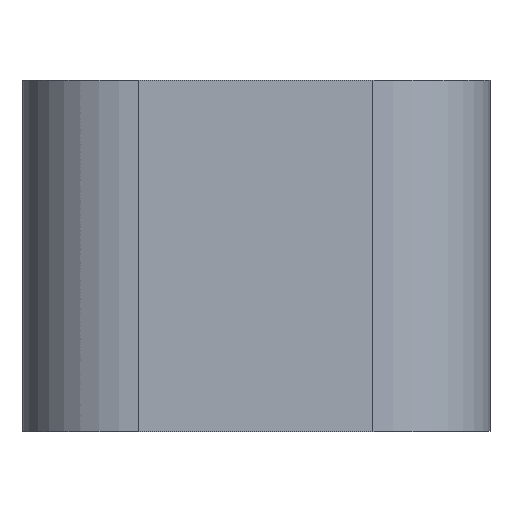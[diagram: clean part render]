
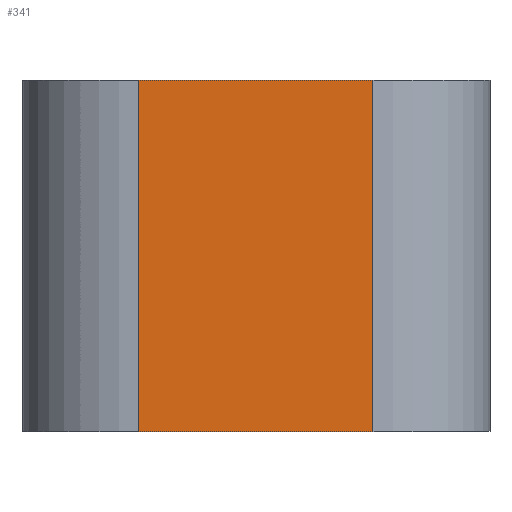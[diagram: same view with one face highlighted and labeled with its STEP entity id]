
A CAD part, front view. The second image highlights one B-rep face of the part: STEP entity #341.
In plain terms, the highlighted planar face has unit normal (0, -1, 0).
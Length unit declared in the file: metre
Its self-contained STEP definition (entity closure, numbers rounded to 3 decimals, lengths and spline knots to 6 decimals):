
#66=ORIENTED_EDGE('',*,*,#154,.F.);
#67=ORIENTED_EDGE('',*,*,#161,.T.);
#68=ORIENTED_EDGE('',*,*,#162,.T.);
#69=ORIENTED_EDGE('',*,*,#163,.F.);
#154=EDGE_CURVE('',#201,#202,#230,.T.);
#161=EDGE_CURVE('',#201,#208,#232,.T.);
#162=EDGE_CURVE('',#208,#209,#233,.T.);
#163=EDGE_CURVE('',#202,#209,#234,.T.);
#201=VERTEX_POINT('',#550);
#202=VERTEX_POINT('',#552);
#208=VERTEX_POINT('',#566);
#209=VERTEX_POINT('',#568);
#230=LINE('',#551,#256);
#232=LINE('',#565,#258);
#233=LINE('',#567,#259);
#234=LINE('',#569,#260);
#256=VECTOR('',#437,1.);
#258=VECTOR('',#451,1.);
#259=VECTOR('',#452,1.);
#260=VECTOR('',#453,1.);
#280=EDGE_LOOP('',(#66,#67,#68,#69));
#308=FACE_BOUND('',#280,.T.);
#333=PLANE('',#384);
#341=ADVANCED_FACE('',(#308),#333,.T.);
#384=AXIS2_PLACEMENT_3D('',#564,#449,#450);
#437=DIRECTION('',(-1.,0.,0.));
#449=DIRECTION('',(0.,-1.,0.));
#450=DIRECTION('',(0.,0.,-1.));
#451=DIRECTION('',(0.,0.,1.));
#452=DIRECTION('',(-1.,0.,0.));
#453=DIRECTION('',(0.,0.,1.));
#550=CARTESIAN_POINT('',(-0.531,-0.2575,0.025));
#551=CARTESIAN_POINT('',(-0.586,-0.2575,0.025));
#552=CARTESIAN_POINT('',(-0.541,-0.2575,0.025));
#564=CARTESIAN_POINT('',(-0.586,-0.2575,0.024998));
#565=CARTESIAN_POINT('',(-0.531,-0.2575,0.024998));
#566=CARTESIAN_POINT('',(-0.531,-0.2575,0.04));
#567=CARTESIAN_POINT('',(-0.586,-0.2575,0.04));
#568=CARTESIAN_POINT('',(-0.541,-0.2575,0.04));
#569=CARTESIAN_POINT('',(-0.541,-0.2575,0.024998));
